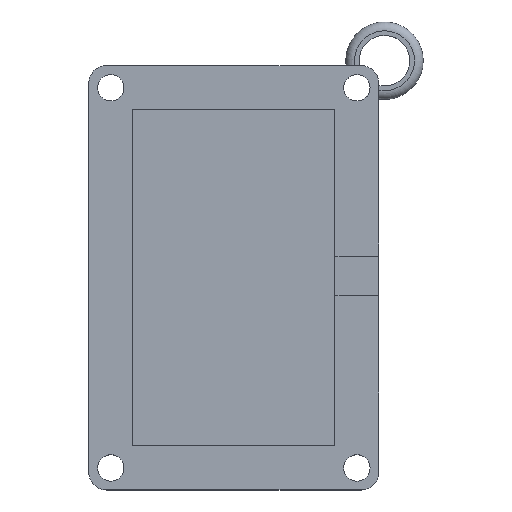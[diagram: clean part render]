
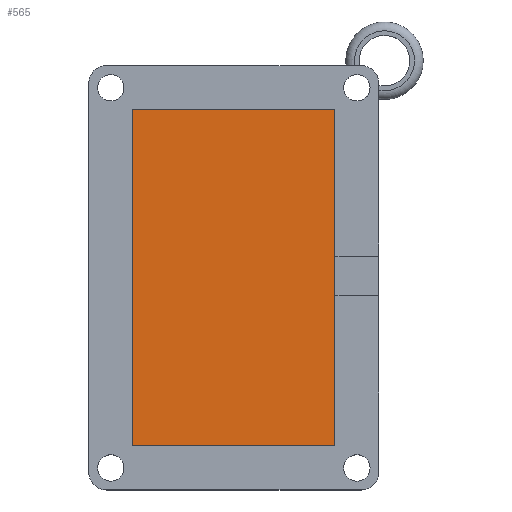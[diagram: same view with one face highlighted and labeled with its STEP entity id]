
A CAD part, top view. The second image highlights one B-rep face of the part: STEP entity #565.
In plain terms, the highlighted planar face has unit normal (0, 0, 1).
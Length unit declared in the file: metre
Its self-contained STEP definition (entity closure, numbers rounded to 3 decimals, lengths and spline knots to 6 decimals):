
#165=ORIENTED_EDGE('',*,*,#227,.F.);
#166=ORIENTED_EDGE('',*,*,#242,.T.);
#167=ORIENTED_EDGE('',*,*,#266,.T.);
#168=ORIENTED_EDGE('',*,*,#245,.F.);
#227=EDGE_CURVE('',#305,#306,#359,.T.);
#242=EDGE_CURVE('',#305,#319,#366,.T.);
#245=EDGE_CURVE('',#306,#321,#369,.T.);
#266=EDGE_CURVE('',#319,#321,#385,.T.);
#305=VERTEX_POINT('',#847);
#306=VERTEX_POINT('',#849);
#319=VERTEX_POINT('',#879);
#321=VERTEX_POINT('',#885);
#359=LINE('',#848,#409);
#366=LINE('',#878,#416);
#369=LINE('',#884,#419);
#385=LINE('',#934,#435);
#409=VECTOR('',#664,1.);
#416=VECTOR('',#691,1.);
#419=VECTOR('',#696,1.);
#435=VECTOR('',#732,1.);
#476=EDGE_LOOP('',(#165,#166,#167,#168));
#520=FACE_BOUND('',#476,.T.);
#541=PLANE('',#625);
#565=ADVANCED_FACE('',(#520),#541,.T.);
#625=AXIS2_PLACEMENT_3D('',#961,#764,#765);
#664=DIRECTION('',(0.,-1.,0.));
#691=DIRECTION('',(-1.,0.,0.));
#696=DIRECTION('',(-1.,0.,0.));
#732=DIRECTION('',(0.,-1.,0.));
#764=DIRECTION('',(0.,0.,1.));
#765=DIRECTION('',(1.,0.,0.));
#847=CARTESIAN_POINT('',(0.023,0.03825,0.003));
#848=CARTESIAN_POINT('',(0.023,0.,0.003));
#849=CARTESIAN_POINT('',(0.023,-0.03825,0.003));
#878=CARTESIAN_POINT('',(0.,0.03825,0.003));
#879=CARTESIAN_POINT('',(-0.023,0.03825,0.003));
#884=CARTESIAN_POINT('',(0.,-0.03825,0.003));
#885=CARTESIAN_POINT('',(-0.023,-0.03825,0.003));
#934=CARTESIAN_POINT('',(-0.023,0.,0.003));
#961=CARTESIAN_POINT('',(0.,0.,0.003));
